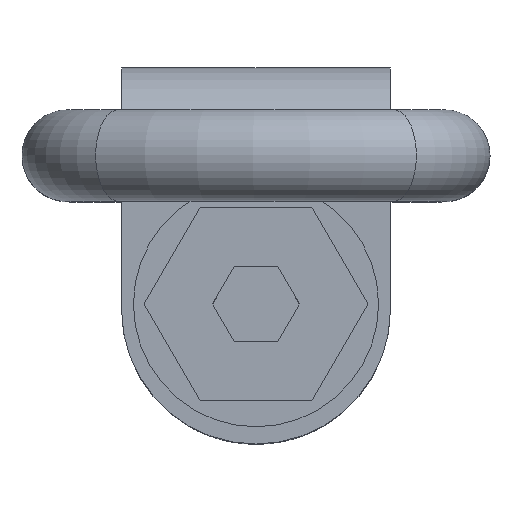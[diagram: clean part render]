
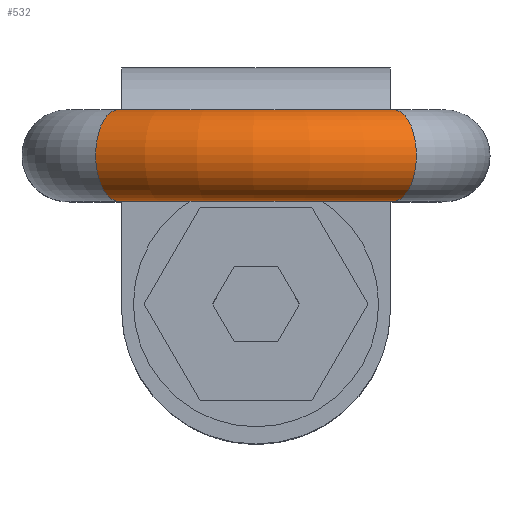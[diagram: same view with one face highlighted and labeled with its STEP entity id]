
A CAD part, top view. The second image highlights one B-rep face of the part: STEP entity #532.
In plain terms, the highlighted toroidal (fillet/blend) face has major radius 52 mm and minor radius 8.5 mm.
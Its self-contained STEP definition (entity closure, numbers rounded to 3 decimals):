
#242=TOROIDAL_SURFACE('',#2546,52.,8.5);
#532=ADVANCED_FACE('',(#619,#620),#242,.T.);
#619=FACE_BOUND('',#781,.T.);
#620=FACE_BOUND('',#782,.T.);
#781=EDGE_LOOP('',(#1722));
#782=EDGE_LOOP('',(#1723));
#1117=CIRCLE('',#2543,8.5);
#1118=CIRCLE('',#2545,8.5);
#1722=ORIENTED_EDGE('',*,*,#2240,.T.);
#1723=ORIENTED_EDGE('',*,*,#2239,.F.);
#1935=VERTEX_POINT('',#5193);
#1936=VERTEX_POINT('',#5196);
#2239=EDGE_CURVE('',#1935,#1935,#1117,.T.);
#2240=EDGE_CURVE('',#1936,#1936,#1118,.T.);
#2543=AXIS2_PLACEMENT_3D('',#5192,#2975,#2976);
#2545=AXIS2_PLACEMENT_3D('',#5195,#2979,#2980);
#2546=AXIS2_PLACEMENT_3D('',#5197,#2981,#2982);
#2975=DIRECTION('',(-0.87,0.,-0.493));
#2976=DIRECTION('',(-0.493,0.,0.87));
#2979=DIRECTION('',(-0.87,0.,0.493));
#2980=DIRECTION('',(0.493,0.,0.87));
#2981=DIRECTION('',(0.,-1.,0.));
#2982=DIRECTION('',(0.,0.,-1.));
#5192=CARTESIAN_POINT('',(-25.612,27.5,121.755));
#5193=CARTESIAN_POINT('',(-29.799,27.5,129.153));
#5195=CARTESIAN_POINT('',(25.612,27.5,121.755));
#5196=CARTESIAN_POINT('',(29.799,27.5,129.153));
#5197=CARTESIAN_POINT('',(0.,27.5,76.5));
